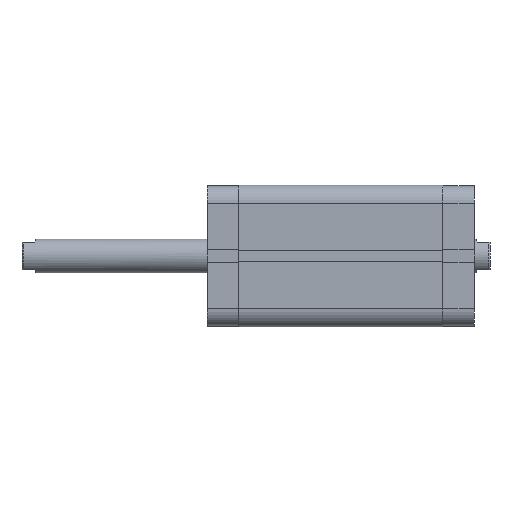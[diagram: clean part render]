
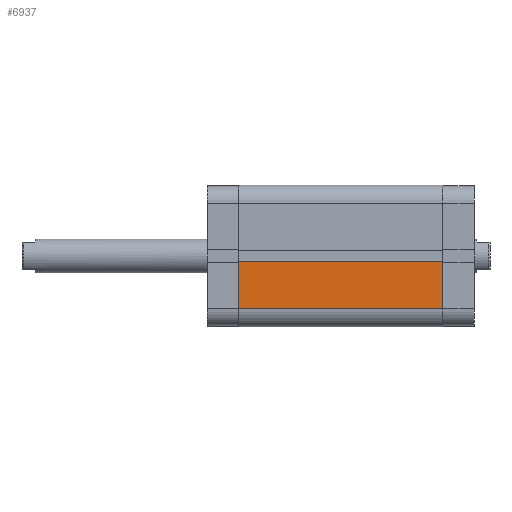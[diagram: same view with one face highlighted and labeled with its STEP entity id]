
A CAD part, front view. The second image highlights one B-rep face of the part: STEP entity #6937.
In plain terms, the highlighted planar face has unit normal (0, -1, 0).
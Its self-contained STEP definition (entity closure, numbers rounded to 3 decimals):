
#107 = VERTEX_POINT ( 'NONE', #202 ) ;
#148 = VERTEX_POINT ( 'NONE', #219 ) ;
#149 = VERTEX_POINT ( 'NONE', #218 ) ;
#150 = VERTEX_POINT ( 'NONE', #217 ) ;
#202 = CARTESIAN_POINT ( 'NONE',  ( -25., -33.5, 0. ) ) ;
#217 = CARTESIAN_POINT ( 'NONE',  ( -2.6, -33.5, 96.5 ) ) ;
#218 = CARTESIAN_POINT ( 'NONE',  ( -2.6, -33.5, 0. ) ) ;
#219 = CARTESIAN_POINT ( 'NONE',  ( -25., -33.5, 96.5 ) ) ;
#1097 = PLANE ( 'NONE',  #2754 ) ;
#1105 = CARTESIAN_POINT ( 'NONE',  ( 0., -33.5, 96.5 ) ) ;
#1111 = DIRECTION ( 'NONE',  ( 0., 1., 0. ) ) ;
#1112 = DIRECTION ( 'NONE',  ( 0., 0., 1. ) ) ;
#1847 = FACE_OUTER_BOUND ( 'NONE', #6337, .T. ) ;
#2357 = EDGE_CURVE ( 'NONE', #148, #150, #4059, .T. ) ;
#2358 = EDGE_CURVE ( 'NONE', #148, #107, #4061, .T. ) ;
#2361 = EDGE_CURVE ( 'NONE', #150, #149, #4067, .T. ) ;
#2362 = EDGE_CURVE ( 'NONE', #107, #149, #4065, .T. ) ;
#2754 = AXIS2_PLACEMENT_3D ( 'NONE', #1105, #1111, #1112 ) ;
#4059 = LINE ( 'NONE', #5331, #4060 ) ;
#4060 = VECTOR ( 'NONE', #5332, 1000. ) ;
#4061 = LINE ( 'NONE', #5334, #4062 ) ;
#4062 = VECTOR ( 'NONE', #5335, 1000. ) ;
#4065 = LINE ( 'NONE', #5333, #4069 ) ;
#4067 = LINE ( 'NONE', #5341, #4068 ) ;
#4068 = VECTOR ( 'NONE', #5342, 1000. ) ;
#4069 = VECTOR ( 'NONE', #5344, 1000. ) ;
#5331 = CARTESIAN_POINT ( 'NONE',  ( 0., -33.5, 96.5 ) ) ;
#5332 = DIRECTION ( 'NONE',  ( 1., 0., 0. ) ) ;
#5333 = CARTESIAN_POINT ( 'NONE',  ( 0., -33.5, 0. ) ) ;
#5334 = CARTESIAN_POINT ( 'NONE',  ( -25., -33.5, 96.5 ) ) ;
#5335 = DIRECTION ( 'NONE',  ( 0., 0., -1. ) ) ;
#5341 = CARTESIAN_POINT ( 'NONE',  ( -2.6, -33.5, 96.5 ) ) ;
#5342 = DIRECTION ( 'NONE',  ( 0., 0., -1. ) ) ;
#5344 = DIRECTION ( 'NONE',  ( 1., 0., 0. ) ) ;
#6337 = EDGE_LOOP ( 'NONE', ( #6700, #6699, #6698, #6697 ) ) ;
#6697 = ORIENTED_EDGE ( 'NONE', *, *, #2358, .T. ) ;
#6698 = ORIENTED_EDGE ( 'NONE', *, *, #2357, .F. ) ;
#6699 = ORIENTED_EDGE ( 'NONE', *, *, #2361, .F. ) ;
#6700 = ORIENTED_EDGE ( 'NONE', *, *, #2362, .T. ) ;
#6937 = ADVANCED_FACE ( 'NONE', ( #1847 ), #1097, .F. ) ;
